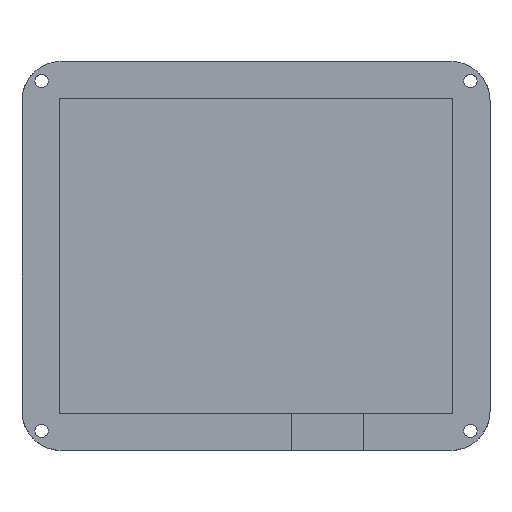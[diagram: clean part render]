
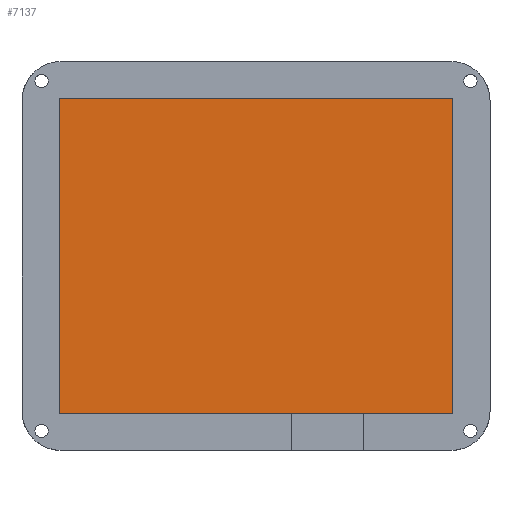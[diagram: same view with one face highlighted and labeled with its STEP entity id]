
A CAD part, top view. The second image highlights one B-rep face of the part: STEP entity #7137.
In plain terms, the highlighted planar face has unit normal (0, 0, 1).
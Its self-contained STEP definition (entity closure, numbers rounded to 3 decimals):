
#1178=FACE_OUTER_BOUND('',#1589,.T.);
#1589=EDGE_LOOP('',(#6589,#6590,#6591,#6592));
#2152=LINE('',#14427,#2713);
#2154=LINE('',#14431,#2715);
#2155=LINE('',#14433,#2716);
#2156=LINE('',#14434,#2717);
#2713=VECTOR('',#8329,10.);
#2715=VECTOR('',#8333,10.);
#2716=VECTOR('',#8334,10.);
#2717=VECTOR('',#8335,10.);
#3424=VERTEX_POINT('',#14424);
#3425=VERTEX_POINT('',#14426);
#3426=VERTEX_POINT('',#14430);
#3427=VERTEX_POINT('',#14432);
#4483=EDGE_CURVE('',#3424,#3425,#2152,.T.);
#4485=EDGE_CURVE('',#3426,#3424,#2154,.T.);
#4486=EDGE_CURVE('',#3427,#3426,#2155,.T.);
#4487=EDGE_CURVE('',#3425,#3427,#2156,.T.);
#6589=ORIENTED_EDGE('',*,*,#4483,.F.);
#6590=ORIENTED_EDGE('',*,*,#4485,.F.);
#6591=ORIENTED_EDGE('',*,*,#4486,.F.);
#6592=ORIENTED_EDGE('',*,*,#4487,.F.);
#6758=PLANE('',#7362);
#7137=ADVANCED_FACE('',(#1178),#6758,.T.);
#7362=AXIS2_PLACEMENT_3D('',#14429,#8331,#8332);
#8329=DIRECTION('',(-1.,0.,0.));
#8331=DIRECTION('center_axis',(0.,0.,1.));
#8332=DIRECTION('ref_axis',(1.,0.,0.));
#8333=DIRECTION('',(0.,-1.,0.));
#8334=DIRECTION('',(1.,0.,0.));
#8335=DIRECTION('',(0.,1.,0.));
#14424=CARTESIAN_POINT('',(61.92,-27.75,3.));
#14426=CARTESIAN_POINT('',(-38.5,-27.75,3.));
#14427=CARTESIAN_POINT('',(36.815,-27.75,3.));
#14429=CARTESIAN_POINT('Origin',(11.71,12.375,3.));
#14430=CARTESIAN_POINT('',(61.92,52.5,3.));
#14431=CARTESIAN_POINT('',(61.92,32.438,3.));
#14432=CARTESIAN_POINT('',(-38.5,52.5,3.));
#14433=CARTESIAN_POINT('',(-13.395,52.5,3.));
#14434=CARTESIAN_POINT('',(-38.5,-7.687,3.));
